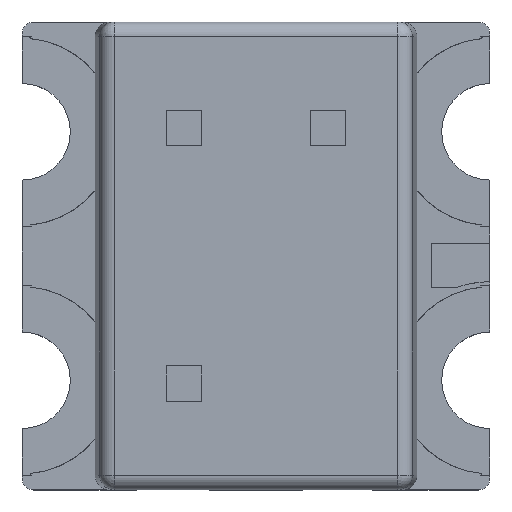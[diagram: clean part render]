
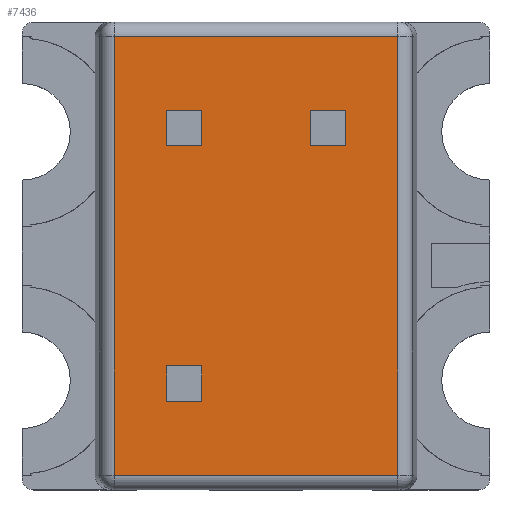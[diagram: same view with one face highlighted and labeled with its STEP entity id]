
A CAD part, top view. The second image highlights one B-rep face of the part: STEP entity #7436.
In plain terms, the highlighted planar face has unit normal (0, 0, 1).
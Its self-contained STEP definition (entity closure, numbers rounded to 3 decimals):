
#66=FACE_BOUND('',#1141,.T.);
#67=FACE_BOUND('',#1142,.T.);
#68=FACE_BOUND('',#1143,.T.);
#366=PLANE('',#8101);
#752=FACE_OUTER_BOUND('',#1140,.T.);
#1140=EDGE_LOOP('',(#6820,#6821,#6822,#6823));
#1141=EDGE_LOOP('',(#6824,#6825,#6826,#6827));
#1142=EDGE_LOOP('',(#6828,#6829,#6830,#6831));
#1143=EDGE_LOOP('',(#6832,#6833,#6834,#6835));
#1890=LINE('',#12247,#2700);
#1893=LINE('',#12253,#2703);
#1896=LINE('',#12259,#2706);
#1899=LINE('',#12263,#2709);
#1902=LINE('',#12271,#2712);
#1905=LINE('',#12277,#2715);
#1908=LINE('',#12283,#2718);
#1911=LINE('',#12287,#2721);
#1914=LINE('',#12295,#2724);
#1917=LINE('',#12301,#2727);
#1920=LINE('',#12307,#2730);
#1923=LINE('',#12311,#2733);
#1924=LINE('',#12317,#2734);
#1927=LINE('',#12328,#2737);
#1929=LINE('',#12338,#2739);
#1930=LINE('',#12344,#2740);
#2700=VECTOR('',#10046,0.12);
#2703=VECTOR('',#10051,0.12);
#2706=VECTOR('',#10056,0.12);
#2709=VECTOR('',#10061,0.12);
#2712=VECTOR('',#10066,0.12);
#2715=VECTOR('',#10071,0.12);
#2718=VECTOR('',#10076,0.12);
#2721=VECTOR('',#10081,0.12);
#2724=VECTOR('',#10086,0.12);
#2727=VECTOR('',#10091,0.12);
#2730=VECTOR('',#10096,0.12);
#2733=VECTOR('',#10101,0.12);
#2734=VECTOR('',#10106,1.5);
#2737=VECTOR('',#10117,0.969);
#2739=VECTOR('',#10129,1.5);
#2740=VECTOR('',#10138,0.969);
#3680=VERTEX_POINT('',#12244);
#3681=VERTEX_POINT('',#12246);
#3683=VERTEX_POINT('',#12252);
#3685=VERTEX_POINT('',#12258);
#3688=VERTEX_POINT('',#12268);
#3689=VERTEX_POINT('',#12270);
#3691=VERTEX_POINT('',#12276);
#3693=VERTEX_POINT('',#12282);
#3696=VERTEX_POINT('',#12292);
#3697=VERTEX_POINT('',#12294);
#3699=VERTEX_POINT('',#12300);
#3701=VERTEX_POINT('',#12306);
#3703=VERTEX_POINT('',#12314);
#3704=VERTEX_POINT('',#12316);
#3706=VERTEX_POINT('',#12322);
#3709=VERTEX_POINT('',#12332);
#4706=EDGE_CURVE('',#3681,#3680,#1890,.T.);
#4709=EDGE_CURVE('',#3683,#3681,#1893,.T.);
#4712=EDGE_CURVE('',#3685,#3683,#1896,.T.);
#4715=EDGE_CURVE('',#3680,#3685,#1899,.T.);
#4718=EDGE_CURVE('',#3689,#3688,#1902,.T.);
#4721=EDGE_CURVE('',#3691,#3689,#1905,.T.);
#4724=EDGE_CURVE('',#3693,#3691,#1908,.T.);
#4727=EDGE_CURVE('',#3688,#3693,#1911,.T.);
#4730=EDGE_CURVE('',#3697,#3696,#1914,.T.);
#4733=EDGE_CURVE('',#3699,#3697,#1917,.T.);
#4736=EDGE_CURVE('',#3701,#3699,#1920,.T.);
#4739=EDGE_CURVE('',#3696,#3701,#1923,.T.);
#4741=EDGE_CURVE('',#3703,#3704,#1924,.T.);
#4747=EDGE_CURVE('',#3704,#3706,#1927,.T.);
#4752=EDGE_CURVE('',#3706,#3709,#1929,.T.);
#4755=EDGE_CURVE('',#3709,#3703,#1930,.T.);
#6820=ORIENTED_EDGE('',*,*,#4741,.F.);
#6821=ORIENTED_EDGE('',*,*,#4755,.F.);
#6822=ORIENTED_EDGE('',*,*,#4752,.F.);
#6823=ORIENTED_EDGE('',*,*,#4747,.F.);
#6824=ORIENTED_EDGE('',*,*,#4712,.T.);
#6825=ORIENTED_EDGE('',*,*,#4709,.T.);
#6826=ORIENTED_EDGE('',*,*,#4706,.T.);
#6827=ORIENTED_EDGE('',*,*,#4715,.T.);
#6828=ORIENTED_EDGE('',*,*,#4724,.T.);
#6829=ORIENTED_EDGE('',*,*,#4721,.T.);
#6830=ORIENTED_EDGE('',*,*,#4718,.T.);
#6831=ORIENTED_EDGE('',*,*,#4727,.T.);
#6832=ORIENTED_EDGE('',*,*,#4736,.T.);
#6833=ORIENTED_EDGE('',*,*,#4733,.T.);
#6834=ORIENTED_EDGE('',*,*,#4730,.T.);
#6835=ORIENTED_EDGE('',*,*,#4739,.T.);
#7436=ADVANCED_FACE('',(#752,#66,#67,#68),#366,.F.);
#8101=AXIS2_PLACEMENT_3D('',#12370,#10169,#10170);
#10046=DIRECTION('',(0.,-1.,0.));
#10051=DIRECTION('',(1.,0.,0.));
#10056=DIRECTION('',(0.,1.,0.));
#10061=DIRECTION('',(-1.,0.,0.));
#10066=DIRECTION('',(0.,-1.,0.));
#10071=DIRECTION('',(1.,0.,0.));
#10076=DIRECTION('',(0.,1.,0.));
#10081=DIRECTION('',(-1.,0.,0.));
#10086=DIRECTION('',(0.,-1.,0.));
#10091=DIRECTION('',(1.,0.,0.));
#10096=DIRECTION('',(0.,1.,0.));
#10101=DIRECTION('',(-1.,0.,0.));
#10106=DIRECTION('',(0.,-1.,0.));
#10117=DIRECTION('',(-1.,0.,0.));
#10129=DIRECTION('',(0.,1.,0.));
#10138=DIRECTION('',(1.,0.,0.));
#10169=DIRECTION('center_axis',(0.,0.,-1.));
#10170=DIRECTION('ref_axis',(-1.,0.,0.));
#12244=CARTESIAN_POINT('',(-0.186,-0.173,0.5));
#12246=CARTESIAN_POINT('',(-0.186,-0.053,0.5));
#12247=CARTESIAN_POINT('',(-0.186,0.098,0.5));
#12252=CARTESIAN_POINT('',(-0.306,-0.053,0.5));
#12253=CARTESIAN_POINT('',(-0.422,-0.053,0.5));
#12258=CARTESIAN_POINT('',(-0.306,-0.173,0.5));
#12259=CARTESIAN_POINT('',(-0.306,0.038,0.5));
#12263=CARTESIAN_POINT('',(-0.362,-0.173,0.5));
#12268=CARTESIAN_POINT('',(0.306,-0.173,0.5));
#12270=CARTESIAN_POINT('',(0.306,-0.053,0.5));
#12271=CARTESIAN_POINT('',(0.306,0.098,0.5));
#12276=CARTESIAN_POINT('',(0.186,-0.053,0.5));
#12277=CARTESIAN_POINT('',(-0.176,-0.053,0.5));
#12282=CARTESIAN_POINT('',(0.186,-0.173,0.5));
#12283=CARTESIAN_POINT('',(0.186,0.038,0.5));
#12287=CARTESIAN_POINT('',(-0.116,-0.173,0.5));
#12292=CARTESIAN_POINT('',(-0.186,-1.047,0.5));
#12294=CARTESIAN_POINT('',(-0.186,-0.927,0.5));
#12295=CARTESIAN_POINT('',(-0.186,-0.338,0.5));
#12300=CARTESIAN_POINT('',(-0.306,-0.927,0.5));
#12301=CARTESIAN_POINT('',(-0.422,-0.927,0.5));
#12306=CARTESIAN_POINT('',(-0.306,-1.047,0.5));
#12307=CARTESIAN_POINT('',(-0.306,-0.398,0.5));
#12311=CARTESIAN_POINT('',(-0.362,-1.047,0.5));
#12314=CARTESIAN_POINT('',(0.485,0.2,0.5));
#12316=CARTESIAN_POINT('',(0.485,-1.3,0.5));
#12317=CARTESIAN_POINT('',(0.485,0.25,0.5));
#12322=CARTESIAN_POINT('',(-0.485,-1.3,0.5));
#12328=CARTESIAN_POINT('',(-0.269,-1.3,0.5));
#12332=CARTESIAN_POINT('',(-0.485,0.2,0.5));
#12338=CARTESIAN_POINT('',(-0.485,0.25,0.5));
#12344=CARTESIAN_POINT('',(-0.269,0.2,0.5));
#12370=CARTESIAN_POINT('Origin',(-0.537,0.25,0.5));
